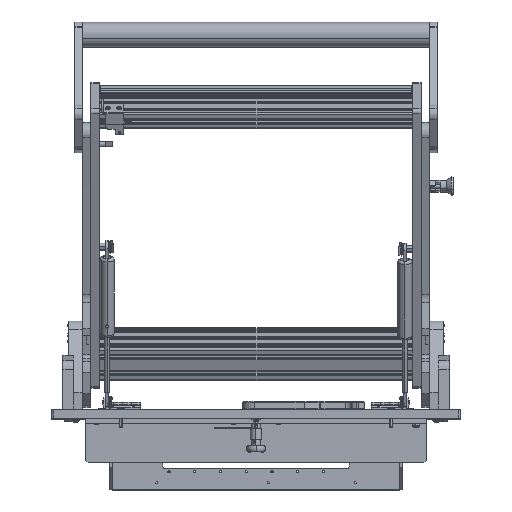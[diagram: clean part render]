
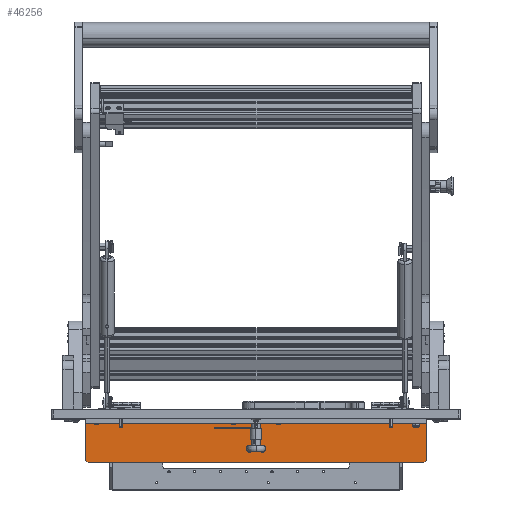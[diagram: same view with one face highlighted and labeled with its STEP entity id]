
A CAD part, top view. The second image highlights one B-rep face of the part: STEP entity #46256.
In plain terms, the highlighted face is planar.
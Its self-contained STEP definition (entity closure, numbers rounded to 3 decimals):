
#878 = DIRECTION ( 'NONE',  ( 0., -0.707, 0.707 ) ) ;
#1057 = ORIENTED_EDGE ( 'NONE', *, *, #31854, .T. ) ;
#1127 = CIRCLE ( 'NONE', #73765, 1.7 ) ;
#1261 = VERTEX_POINT ( 'NONE', #62166 ) ;
#1712 = CARTESIAN_POINT ( 'NONE',  ( -6., -6., 192. ) ) ;
#1929 = ORIENTED_EDGE ( 'NONE', *, *, #47074, .T. ) ;
#3197 = EDGE_CURVE ( 'NONE', #37246, #16673, #13389, .T. ) ;
#3585 = DIRECTION ( 'NONE',  ( 0., -1., 0. ) ) ;
#5079 = VECTOR ( 'NONE', #878, 1000. ) ;
#5593 = DIRECTION ( 'NONE',  ( 0., 1., 0. ) ) ;
#5811 = CARTESIAN_POINT ( 'NONE',  ( -6., -34., 7. ) ) ;
#6402 = LINE ( 'NONE', #1712, #10961 ) ;
#6605 = DIRECTION ( 'NONE',  ( 0., 1., 0. ) ) ;
#6935 = EDGE_CURVE ( 'NONE', #44577, #12620, #12320, .T. ) ;
#7009 = VERTEX_POINT ( 'NONE', #26104 ) ;
#8429 = DIRECTION ( 'NONE',  ( 1., 0., 0. ) ) ;
#9115 = CARTESIAN_POINT ( 'NONE',  ( -6., -6., -192. ) ) ;
#10961 = VECTOR ( 'NONE', #42474, 1000. ) ;
#12320 = CIRCLE ( 'NONE', #76258, 1.7 ) ;
#12620 = VERTEX_POINT ( 'NONE', #30802 ) ;
#12642 = EDGE_CURVE ( 'NONE', #37246, #19912, #6402, .T. ) ;
#12715 = EDGE_LOOP ( 'NONE', ( #18516, #63575, #54187, #22672, #63099, #70468 ) ) ;
#13389 = LINE ( 'NONE', #48723, #14128 ) ;
#14128 = VECTOR ( 'NONE', #14167, 1000. ) ;
#14167 = DIRECTION ( 'NONE',  ( 0., 0., -1. ) ) ;
#14318 = CARTESIAN_POINT ( 'NONE',  ( -6., -34., -7. ) ) ;
#16182 = FACE_OUTER_BOUND ( 'NONE', #12715, .T. ) ;
#16673 = VERTEX_POINT ( 'NONE', #47547 ) ;
#18516 = ORIENTED_EDGE ( 'NONE', *, *, #64134, .F. ) ;
#18849 = EDGE_CURVE ( 'NONE', #16673, #7009, #44779, .T. ) ;
#19912 = VERTEX_POINT ( 'NONE', #60199 ) ;
#20067 = AXIS2_PLACEMENT_3D ( 'NONE', #5811, #66644, #6605 ) ;
#22391 = DIRECTION ( 'NONE',  ( 0., 1., 0. ) ) ;
#22672 = ORIENTED_EDGE ( 'NONE', *, *, #3197, .T. ) ;
#22790 = VERTEX_POINT ( 'NONE', #32825 ) ;
#23673 = FACE_BOUND ( 'NONE', #59678, .T. ) ;
#25037 = CIRCLE ( 'NONE', #20067, 1.7 ) ;
#25708 = ORIENTED_EDGE ( 'NONE', *, *, #72091, .T. ) ;
#26104 = CARTESIAN_POINT ( 'NONE',  ( -6., -47., -192. ) ) ;
#27594 = CARTESIAN_POINT ( 'NONE',  ( -6., -50., 189. ) ) ;
#28371 = CIRCLE ( 'NONE', #32190, 1.7 ) ;
#30802 = CARTESIAN_POINT ( 'NONE',  ( -6., -34., -5.3 ) ) ;
#31854 = EDGE_CURVE ( 'NONE', #32870, #22790, #25037, .T. ) ;
#32190 = AXIS2_PLACEMENT_3D ( 'NONE', #66002, #73094, #43240 ) ;
#32825 = CARTESIAN_POINT ( 'NONE',  ( -6., -34., 8.7 ) ) ;
#32870 = VERTEX_POINT ( 'NONE', #61722 ) ;
#37246 = VERTEX_POINT ( 'NONE', #68250 ) ;
#41088 = EDGE_CURVE ( 'NONE', #71774, #19912, #70737, .T. ) ;
#42474 = DIRECTION ( 'NONE',  ( 0., -1., 0. ) ) ;
#43240 = DIRECTION ( 'NONE',  ( 0., 1., 0. ) ) ;
#44577 = VERTEX_POINT ( 'NONE', #58088 ) ;
#44779 = LINE ( 'NONE', #9115, #66928 ) ;
#46030 = FACE_BOUND ( 'NONE', #74220, .T. ) ;
#46256 = ADVANCED_FACE ( 'NONE', ( #23673, #46030, #16182 ), #77400, .F. ) ;
#46891 = AXIS2_PLACEMENT_3D ( 'NONE', #64081, #71502, #5593 ) ;
#47074 = EDGE_CURVE ( 'NONE', #12620, #44577, #28371, .T. ) ;
#47547 = CARTESIAN_POINT ( 'NONE',  ( -6., -6., -192. ) ) ;
#48723 = CARTESIAN_POINT ( 'NONE',  ( -6., -6., 192. ) ) ;
#50179 = CARTESIAN_POINT ( 'NONE',  ( -6., -50., 192. ) ) ;
#50801 = DIRECTION ( 'NONE',  ( 0., 1., 0. ) ) ;
#54187 = ORIENTED_EDGE ( 'NONE', *, *, #12642, .F. ) ;
#58088 = CARTESIAN_POINT ( 'NONE',  ( -6., -34., -8.7 ) ) ;
#59678 = EDGE_LOOP ( 'NONE', ( #1057, #25708 ) ) ;
#60095 = CARTESIAN_POINT ( 'NONE',  ( -6., -47., 192. ) ) ;
#60199 = CARTESIAN_POINT ( 'NONE',  ( -6., -47., 192. ) ) ;
#60481 = LINE ( 'NONE', #66792, #5079 ) ;
#61722 = CARTESIAN_POINT ( 'NONE',  ( -6., -34., 5.3 ) ) ;
#62166 = CARTESIAN_POINT ( 'NONE',  ( -6., -50., -189. ) ) ;
#62389 = DIRECTION ( 'NONE',  ( 1., 0., 0. ) ) ;
#62695 = LINE ( 'NONE', #50179, #68872 ) ;
#63099 = ORIENTED_EDGE ( 'NONE', *, *, #18849, .T. ) ;
#63564 = CARTESIAN_POINT ( 'NONE',  ( -6., -34., 7. ) ) ;
#63575 = ORIENTED_EDGE ( 'NONE', *, *, #41088, .T. ) ;
#64081 = CARTESIAN_POINT ( 'NONE',  ( -6., -6., 192. ) ) ;
#64134 = EDGE_CURVE ( 'NONE', #71774, #1261, #62695, .T. ) ;
#66002 = CARTESIAN_POINT ( 'NONE',  ( -6., -34., -7. ) ) ;
#66644 = DIRECTION ( 'NONE',  ( 1., 0., 0. ) ) ;
#66792 = CARTESIAN_POINT ( 'NONE',  ( -6., -50., -189. ) ) ;
#66928 = VECTOR ( 'NONE', #3585, 1000. ) ;
#68250 = CARTESIAN_POINT ( 'NONE',  ( -6., -6., 192. ) ) ;
#68761 = VECTOR ( 'NONE', #72298, 1000. ) ;
#68872 = VECTOR ( 'NONE', #73718, 1000. ) ;
#69139 = EDGE_CURVE ( 'NONE', #7009, #1261, #60481, .T. ) ;
#70468 = ORIENTED_EDGE ( 'NONE', *, *, #69139, .T. ) ;
#70737 = LINE ( 'NONE', #60095, #68761 ) ;
#71502 = DIRECTION ( 'NONE',  ( 1., 0., 0. ) ) ;
#71774 = VERTEX_POINT ( 'NONE', #27594 ) ;
#72091 = EDGE_CURVE ( 'NONE', #22790, #32870, #1127, .T. ) ;
#72298 = DIRECTION ( 'NONE',  ( 0., 0.707, 0.707 ) ) ;
#73094 = DIRECTION ( 'NONE',  ( 1., 0., 0. ) ) ;
#73718 = DIRECTION ( 'NONE',  ( 0., 0., -1. ) ) ;
#73765 = AXIS2_PLACEMENT_3D ( 'NONE', #63564, #62389, #22391 ) ;
#74220 = EDGE_LOOP ( 'NONE', ( #74877, #1929 ) ) ;
#74877 = ORIENTED_EDGE ( 'NONE', *, *, #6935, .T. ) ;
#76258 = AXIS2_PLACEMENT_3D ( 'NONE', #14318, #8429, #50801 ) ;
#77400 = PLANE ( 'NONE',  #46891 ) ;
